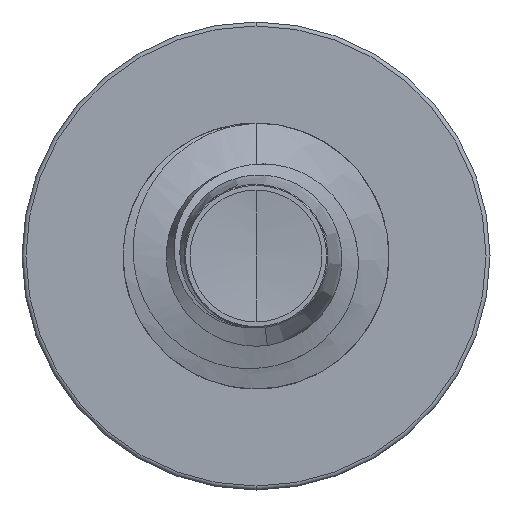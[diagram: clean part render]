
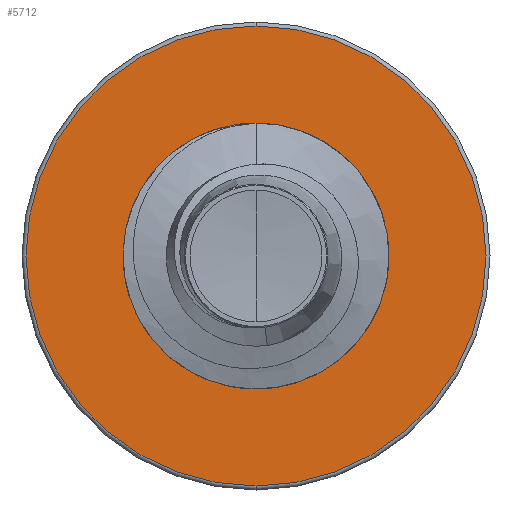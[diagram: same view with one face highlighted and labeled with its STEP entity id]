
A CAD part, front view. The second image highlights one B-rep face of the part: STEP entity #5712.
In plain terms, the highlighted planar face has unit normal (0, -1, 0).
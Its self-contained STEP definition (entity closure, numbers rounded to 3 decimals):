
#187 = CIRCLE ( 'NONE', #7376, 4.325 ) ;
#285 = DIRECTION ( 'NONE',  ( 0., 1., 0. ) ) ;
#669 = ORIENTED_EDGE ( 'NONE', *, *, #8792, .T. ) ;
#1187 = CARTESIAN_POINT ( 'NONE',  ( 0., 7., 2.415 ) ) ;
#1375 = DIRECTION ( 'NONE',  ( 0., 0., 1. ) ) ;
#1393 = DIRECTION ( 'NONE',  ( 0., 1., 0. ) ) ;
#1466 = PLANE ( 'NONE',  #11798 ) ;
#1528 = VERTEX_POINT ( 'NONE', #4625 ) ;
#1603 = CARTESIAN_POINT ( 'NONE',  ( 0., 7., -2.415 ) ) ;
#1790 = CARTESIAN_POINT ( 'NONE',  ( 0., 7., -2.415 ) ) ;
#2051 = AXIS2_PLACEMENT_3D ( 'NONE', #11707, #285, #11704 ) ;
#2078 = ORIENTED_EDGE ( 'NONE', *, *, #8170, .T. ) ;
#2503 = DIRECTION ( 'NONE',  ( 0., 0., 1. ) ) ;
#2520 = DIRECTION ( 'NONE',  ( 0., 1., 0. ) ) ;
#2543 = CARTESIAN_POINT ( 'NONE',  ( 0., 7., 0. ) ) ;
#2810 = AXIS2_PLACEMENT_3D ( 'NONE', #5374, #6090, #6104 ) ;
#2991 = FACE_OUTER_BOUND ( 'NONE', #11223, .T. ) ;
#4625 = CARTESIAN_POINT ( 'NONE',  ( 0., 7., -4.325 ) ) ;
#5374 = CARTESIAN_POINT ( 'NONE',  ( 0., 7., 0. ) ) ;
#5712 = ADVANCED_FACE ( 'NONE', ( #2991, #6476 ), #1466, .F. ) ;
#6090 = DIRECTION ( 'NONE',  ( 0., 1., 0. ) ) ;
#6104 = DIRECTION ( 'NONE',  ( 0., 0., 1. ) ) ;
#6476 = FACE_BOUND ( 'NONE', #10236, .T. ) ;
#7226 = EDGE_CURVE ( 'NONE', #1528, #9312, #187, .T. ) ;
#7376 = AXIS2_PLACEMENT_3D ( 'NONE', #2543, #2520, #2503 ) ;
#8170 = EDGE_CURVE ( 'NONE', #13231, #13287, #10263, .T. ) ;
#8462 = CIRCLE ( 'NONE', #2051, 4.325 ) ;
#8792 = EDGE_CURVE ( 'NONE', #13287, #13231, #13008, .T. ) ;
#8895 = EDGE_CURVE ( 'NONE', #9312, #1528, #8462, .T. ) ;
#9312 = VERTEX_POINT ( 'NONE', #13145 ) ;
#10236 = EDGE_LOOP ( 'NONE', ( #669, #2078 ) ) ;
#10263 = CIRCLE ( 'NONE', #2810, 2.415 ) ;
#10908 = ORIENTED_EDGE ( 'NONE', *, *, #7226, .F. ) ;
#11223 = EDGE_LOOP ( 'NONE', ( #12059, #10908 ) ) ;
#11704 = DIRECTION ( 'NONE',  ( 0., 0., 1. ) ) ;
#11707 = CARTESIAN_POINT ( 'NONE',  ( 0., 7., 0. ) ) ;
#11798 = AXIS2_PLACEMENT_3D ( 'NONE', #1603, #1393, #1375 ) ;
#11894 = AXIS2_PLACEMENT_3D ( 'NONE', #12738, #12666, #12546 ) ;
#12059 = ORIENTED_EDGE ( 'NONE', *, *, #8895, .F. ) ;
#12546 = DIRECTION ( 'NONE',  ( 0., 0., 1. ) ) ;
#12666 = DIRECTION ( 'NONE',  ( 0., 1., 0. ) ) ;
#12738 = CARTESIAN_POINT ( 'NONE',  ( 0., 7., 0. ) ) ;
#13008 = CIRCLE ( 'NONE', #11894, 2.415 ) ;
#13145 = CARTESIAN_POINT ( 'NONE',  ( 0., 7., 4.325 ) ) ;
#13231 = VERTEX_POINT ( 'NONE', #1790 ) ;
#13287 = VERTEX_POINT ( 'NONE', #1187 ) ;
